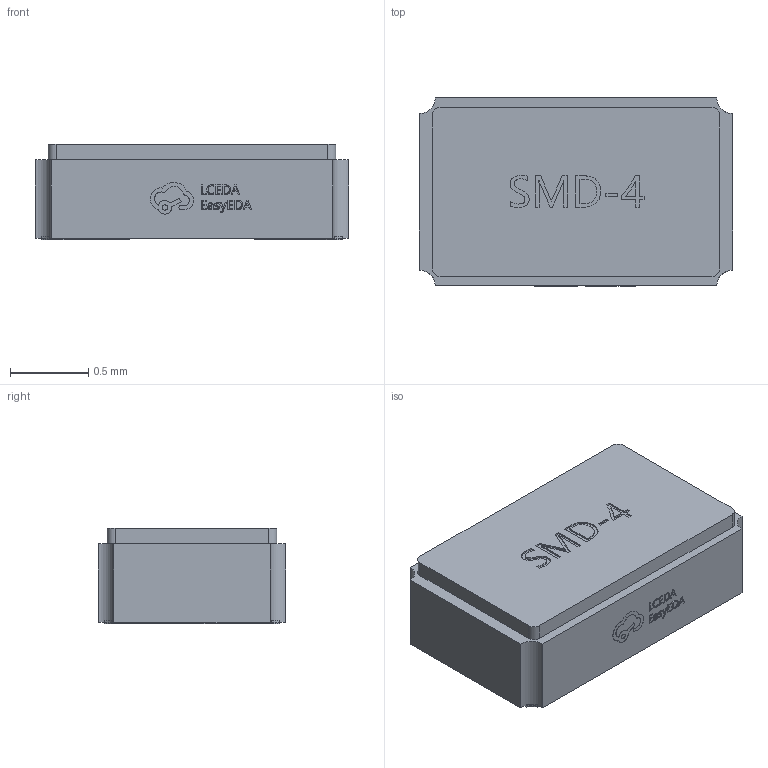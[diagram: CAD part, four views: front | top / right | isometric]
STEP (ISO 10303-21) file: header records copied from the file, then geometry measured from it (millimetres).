
FILE_DESCRIPTION (( 'STEP AP214' ), '1' );
FILE_NAME ('OSC-SMD_L2.0-W1.2-H0.5.step', '2022-07-07T03:31:24', ( '' ), ( '' ), 'SwSTEP 2.0', 'SolidWorks 2020', '' );
FILE_SCHEMA (( 'AUTOMOTIVE_DESIGN' ));
Length unit declared in the file: millimetre
Products named in the file (1): OSC-SMD_L2.0-W1.2-H0.5
Bounding box: 2 x 1.2 x 0.61 mm (x, y, z)
Volume: 1.4 mm3; surface area: 10.7 mm2
Topology: 3 solids, 3 shells, 398 faces, 1074 edges, 716 vertices
Faces by surface type: plane 250, bspline 136, cylinder 12
Entity records: 18525 total; most frequent: CARTESIAN_POINT 5629, ORIENTED_EDGE 2148, DIRECTION 1348, EDGE_CURVE 1074, LINE 774, VECTOR 774, VERTEX_POINT 716, EDGE_LOOP 432
